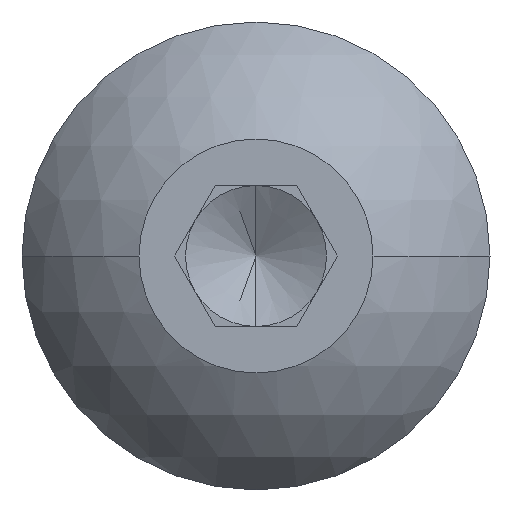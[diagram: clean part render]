
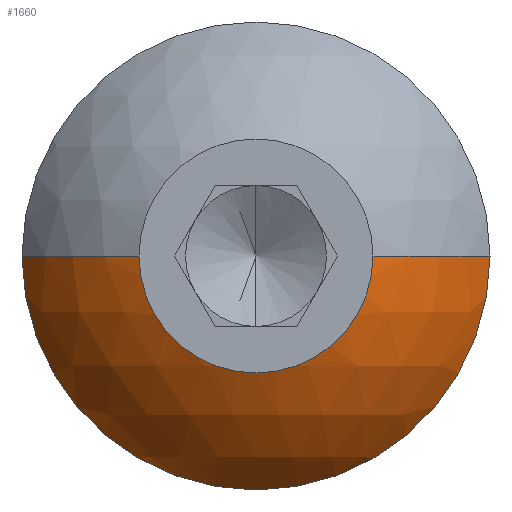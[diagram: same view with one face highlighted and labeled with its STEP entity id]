
A CAD part, left-side view. The second image highlights one B-rep face of the part: STEP entity #1660.
In plain terms, the highlighted spherical face has radius 4.584 mm.
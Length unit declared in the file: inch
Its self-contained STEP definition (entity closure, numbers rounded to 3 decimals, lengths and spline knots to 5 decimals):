
#1632 = VERTEX_POINT ( 'NONE', #3049 ) ;
#1635 = VERTEX_POINT ( 'NONE', #3048 ) ;
#1640 = VERTEX_POINT ( 'NONE', #3033 ) ;
#1642 = EDGE_LOOP ( 'NONE', ( #1696, #1693, #1662, #1742, #1661 ) ) ;
#1645 = EDGE_CURVE ( 'NONE', #1640, #1635, #3121, .T. ) ;
#1660 = ADVANCED_FACE ( 'NONE', ( #3016 ), #3019, .T. ) ;
#1661 = ORIENTED_EDGE ( 'NONE', *, *, #1695, .F. ) ;
#1662 = ORIENTED_EDGE ( 'NONE', *, *, #1721, .T. ) ;
#1663 = EDGE_CURVE ( 'NONE', #1632, #1700, #3023, .T. ) ;
#1693 = ORIENTED_EDGE ( 'NONE', *, *, #1698, .T. ) ;
#1695 = EDGE_CURVE ( 'NONE', #1632, #1640, #2980, .T. ) ;
#1696 = ORIENTED_EDGE ( 'NONE', *, *, #1663, .T. ) ;
#1698 = EDGE_CURVE ( 'NONE', #1700, #1708, #2981, .T. ) ;
#1700 = VERTEX_POINT ( 'NONE', #2982 ) ;
#1708 = VERTEX_POINT ( 'NONE', #3166 ) ;
#1721 = EDGE_CURVE ( 'NONE', #1708, #1635, #3243, .T. ) ;
#1742 = ORIENTED_EDGE ( 'NONE', *, *, #1645, .F. ) ;
#2943 = CARTESIAN_POINT ( 'NONE',  ( 0.16275, 0., 0. ) ) ;
#2947 = DIRECTION ( 'NONE',  ( 0., 1., 0. ) ) ;
#2953 = DIRECTION ( 'NONE',  ( 0., 0., 1. ) ) ;
#2954 = DIRECTION ( 'NONE',  ( -1., 0., 0. ) ) ;
#2968 = DIRECTION ( 'NONE',  ( 0., 0., 1. ) ) ;
#2969 = DIRECTION ( 'NONE',  ( -1., 0., 0. ) ) ;
#2970 = CARTESIAN_POINT ( 'NONE',  ( 0.072, 0., 0. ) ) ;
#2971 = AXIS2_PLACEMENT_3D ( 'NONE', #2970, #2969, #2968 ) ;
#2976 = DIRECTION ( 'NONE',  ( 1., 0., 0. ) ) ;
#2977 = DIRECTION ( 'NONE',  ( 0., 0., 1. ) ) ;
#2978 = CARTESIAN_POINT ( 'NONE',  ( 0.16275, 0., 0. ) ) ;
#2979 = AXIS2_PLACEMENT_3D ( 'NONE', #2978, #2977, #2976 ) ;
#2980 = CIRCLE ( 'NONE', #2979, 0.18048 ) ;
#2981 = CIRCLE ( 'NONE', #2971, 0.156 ) ;
#2982 = CARTESIAN_POINT ( 'NONE',  ( 0.072, 0., -0.156 ) ) ;
#3002 = CARTESIAN_POINT ( 'NONE',  ( 0.072, 0., 0. ) ) ;
#3005 = AXIS2_PLACEMENT_3D ( 'NONE', #2943, #3017, #2947 ) ;
#3016 = FACE_OUTER_BOUND ( 'NONE', #1642, .T. ) ;
#3017 = DIRECTION ( 'NONE',  ( 0., 0., -1. ) ) ;
#3018 = AXIS2_PLACEMENT_3D ( 'NONE', #3002, #3103, #3102 ) ;
#3019 = SPHERICAL_SURFACE ( 'NONE', #3005, 0.18048 ) ;
#3023 = CIRCLE ( 'NONE', #3018, 0.156 ) ;
#3027 = AXIS2_PLACEMENT_3D ( 'NONE', #3124, #2954, #2953 ) ;
#3033 = CARTESIAN_POINT ( 'NONE',  ( 0., 0.078, 0. ) ) ;
#3048 = CARTESIAN_POINT ( 'NONE',  ( 0., -0.078, 0. ) ) ;
#3049 = CARTESIAN_POINT ( 'NONE',  ( 0.072, 0.156, 0. ) ) ;
#3102 = DIRECTION ( 'NONE',  ( 0., 0., 1. ) ) ;
#3103 = DIRECTION ( 'NONE',  ( -1., 0., 0. ) ) ;
#3121 = CIRCLE ( 'NONE', #3027, 0.078 ) ;
#3124 = CARTESIAN_POINT ( 'NONE',  ( 0., 0., 0. ) ) ;
#3166 = CARTESIAN_POINT ( 'NONE',  ( 0.072, -0.156, 0. ) ) ;
#3191 = CARTESIAN_POINT ( 'NONE',  ( 0.16275, 0., 0. ) ) ;
#3233 = DIRECTION ( 'NONE',  ( 0., 1., 0. ) ) ;
#3234 = DIRECTION ( 'NONE',  ( 0., 0., -1. ) ) ;
#3235 = AXIS2_PLACEMENT_3D ( 'NONE', #3191, #3234, #3233 ) ;
#3243 = CIRCLE ( 'NONE', #3235, 0.18048 ) ;
